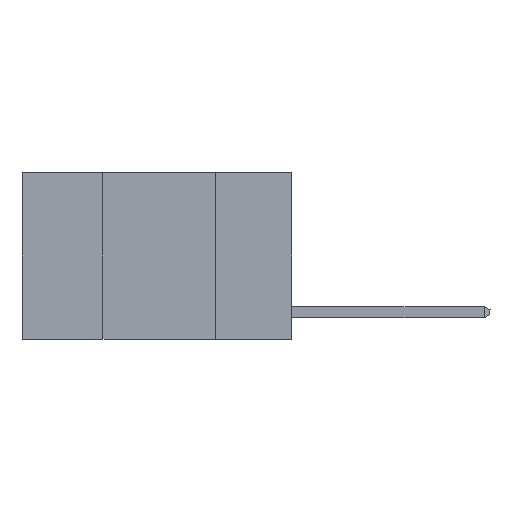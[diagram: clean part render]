
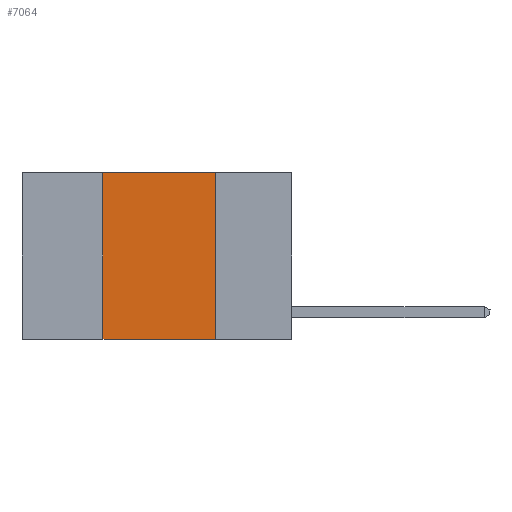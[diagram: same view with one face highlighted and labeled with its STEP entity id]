
A CAD part, left-side view. The second image highlights one B-rep face of the part: STEP entity #7064.
In plain terms, the highlighted planar face has unit normal (-1, 0, 0).
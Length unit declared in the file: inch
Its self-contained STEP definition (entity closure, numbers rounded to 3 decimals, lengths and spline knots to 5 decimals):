
#664 = ORIENTED_EDGE ( 'NONE', *, *, #6695, .F. ) ;
#665 = VERTEX_POINT ( 'NONE', #2862 ) ;
#918 = LINE ( 'NONE', #6789, #17557 ) ;
#939 = ORIENTED_EDGE ( 'NONE', *, *, #11235, .F. ) ;
#2507 = VERTEX_POINT ( 'NONE', #18245 ) ;
#2666 = PLANE ( 'NONE',  #6568 ) ;
#2862 = CARTESIAN_POINT ( 'NONE',  ( 0., 0.42, -0.37 ) ) ;
#3371 = CARTESIAN_POINT ( 'NONE',  ( 0., 0.17, -0.37 ) ) ;
#3785 = ORIENTED_EDGE ( 'NONE', *, *, #14353, .F. ) ;
#3809 = LINE ( 'NONE', #9626, #11200 ) ;
#4465 = CARTESIAN_POINT ( 'NONE',  ( 0., 0.17, 0. ) ) ;
#4560 = EDGE_LOOP ( 'NONE', ( #3785, #664, #939, #18103 ) ) ;
#5367 = DIRECTION ( 'NONE',  ( 0., -1., 0. ) ) ;
#6568 = AXIS2_PLACEMENT_3D ( 'NONE', #11552, #16925, #6800 ) ;
#6695 = EDGE_CURVE ( 'NONE', #2507, #7927, #12904, .T. ) ;
#6789 = CARTESIAN_POINT ( 'NONE',  ( 0., 0.6, -0.37 ) ) ;
#6800 = DIRECTION ( 'NONE',  ( 0., 0., -1. ) ) ;
#7064 = ADVANCED_FACE ( 'NONE', ( #15695 ), #2666, .F. ) ;
#7143 = VECTOR ( 'NONE', #16334, 39.37008 ) ;
#7927 = VERTEX_POINT ( 'NONE', #4465 ) ;
#9626 = CARTESIAN_POINT ( 'NONE',  ( 0., 0.42, 0. ) ) ;
#10211 = VECTOR ( 'NONE', #18678, 39.37008 ) ;
#11200 = VECTOR ( 'NONE', #13978, 39.37008 ) ;
#11235 = EDGE_CURVE ( 'NONE', #665, #2507, #3809, .T. ) ;
#11237 = EDGE_CURVE ( 'NONE', #665, #17193, #918, .T. ) ;
#11377 = CARTESIAN_POINT ( 'NONE',  ( 0., 0.6, 0. ) ) ;
#11552 = CARTESIAN_POINT ( 'NONE',  ( 0., 0.6, 0. ) ) ;
#12904 = LINE ( 'NONE', #11377, #10211 ) ;
#13414 = CARTESIAN_POINT ( 'NONE',  ( 0., 0.17, 0. ) ) ;
#13978 = DIRECTION ( 'NONE',  ( 0., 0., 1. ) ) ;
#14353 = EDGE_CURVE ( 'NONE', #7927, #17193, #16696, .T. ) ;
#15695 = FACE_OUTER_BOUND ( 'NONE', #4560, .T. ) ;
#16334 = DIRECTION ( 'NONE',  ( 0., 0., -1. ) ) ;
#16696 = LINE ( 'NONE', #13414, #7143 ) ;
#16925 = DIRECTION ( 'NONE',  ( 1., 0., 0. ) ) ;
#17193 = VERTEX_POINT ( 'NONE', #3371 ) ;
#17557 = VECTOR ( 'NONE', #5367, 39.37008 ) ;
#18103 = ORIENTED_EDGE ( 'NONE', *, *, #11237, .T. ) ;
#18245 = CARTESIAN_POINT ( 'NONE',  ( 0., 0.42, 0. ) ) ;
#18678 = DIRECTION ( 'NONE',  ( 0., -1., 0. ) ) ;
